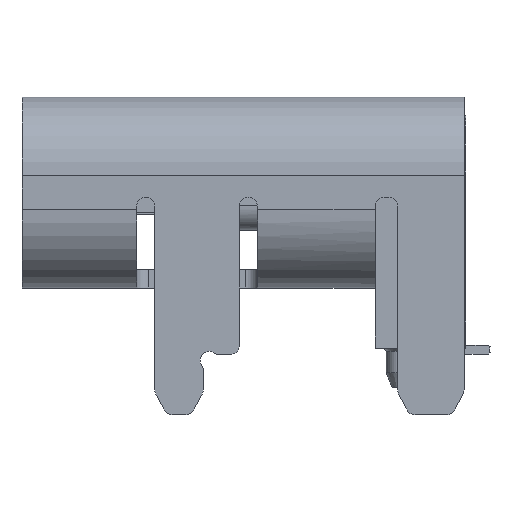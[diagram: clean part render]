
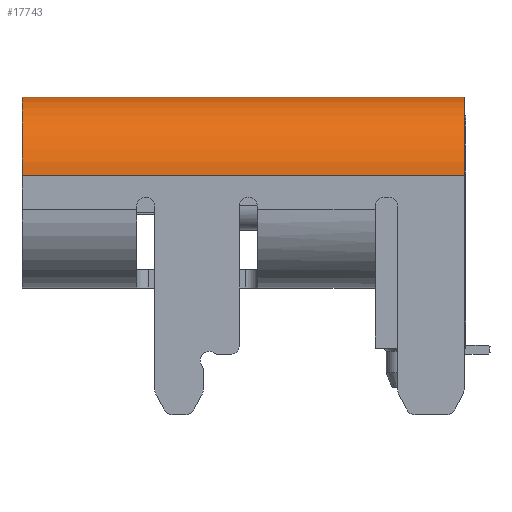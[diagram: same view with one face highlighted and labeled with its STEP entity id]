
A CAD part, left-side view. The second image highlights one B-rep face of the part: STEP entity #17743.
In plain terms, the highlighted cylindrical face has radius 1.3 mm (diameter 2.6 mm), a partial arc.
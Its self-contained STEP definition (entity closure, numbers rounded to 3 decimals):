
#242 = ORIENTED_EDGE ( 'NONE', *, *, #9787, .F. ) ;
#3195 = CARTESIAN_POINT ( 'NONE',  ( -4.47, -7.32, -1.3 ) ) ;
#3311 = AXIS2_PLACEMENT_3D ( 'NONE', #4560, #17320, #4281 ) ;
#3488 = LINE ( 'NONE', #3195, #14293 ) ;
#3628 = DIRECTION ( 'NONE',  ( 0., -1., 0. ) ) ;
#4281 = DIRECTION ( 'NONE',  ( -1., 0., 0. ) ) ;
#4560 = CARTESIAN_POINT ( 'NONE',  ( -3.17, -7.32, -1.3 ) ) ;
#6050 = CARTESIAN_POINT ( 'NONE',  ( -4.47, -7.32, -1.3 ) ) ;
#7001 = ORIENTED_EDGE ( 'NONE', *, *, #7345, .T. ) ;
#7345 = EDGE_CURVE ( 'NONE', #20028, #20152, #27863, .T. ) ;
#7823 = VERTEX_POINT ( 'NONE', #19519 ) ;
#8339 = CARTESIAN_POINT ( 'NONE',  ( -3.17, 0., -1.3 ) ) ;
#8766 = DIRECTION ( 'NONE',  ( 0., -1., 0. ) ) ;
#9195 = CARTESIAN_POINT ( 'NONE',  ( -3.17, 0., 0. ) ) ;
#9787 = EDGE_CURVE ( 'NONE', #7823, #25976, #26530, .T. ) ;
#10037 = LINE ( 'NONE', #18692, #23566 ) ;
#10268 = CYLINDRICAL_SURFACE ( 'NONE', #3311, 1.3 ) ;
#10408 = FACE_OUTER_BOUND ( 'NONE', #21175, .T. ) ;
#11012 = DIRECTION ( 'NONE',  ( -1., 0., 0. ) ) ;
#11989 = CARTESIAN_POINT ( 'NONE',  ( -4.47, 0., -1.3 ) ) ;
#12616 = CARTESIAN_POINT ( 'NONE',  ( -3.17, -7.32, -1.3 ) ) ;
#13314 = AXIS2_PLACEMENT_3D ( 'NONE', #12616, #17323, #23598 ) ;
#14293 = VECTOR ( 'NONE', #3628, 1000. ) ;
#14672 = DIRECTION ( 'NONE',  ( 0., 1., 0. ) ) ;
#14881 = ORIENTED_EDGE ( 'NONE', *, *, #15523, .T. ) ;
#15523 = EDGE_CURVE ( 'NONE', #20152, #25976, #3488, .T. ) ;
#15592 = AXIS2_PLACEMENT_3D ( 'NONE', #8339, #8766, #11012 ) ;
#17320 = DIRECTION ( 'NONE',  ( 0., 1., 0. ) ) ;
#17323 = DIRECTION ( 'NONE',  ( 0., -1., 0. ) ) ;
#17743 = ADVANCED_FACE ( 'NONE', ( #10408 ), #10268, .T. ) ;
#18692 = CARTESIAN_POINT ( 'NONE',  ( -3.17, -7.32, 0. ) ) ;
#19519 = CARTESIAN_POINT ( 'NONE',  ( -3.17, -7.32, 0. ) ) ;
#20028 = VERTEX_POINT ( 'NONE', #9195 ) ;
#20152 = VERTEX_POINT ( 'NONE', #11989 ) ;
#20166 = EDGE_CURVE ( 'NONE', #7823, #20028, #10037, .T. ) ;
#21175 = EDGE_LOOP ( 'NONE', ( #242, #24065, #7001, #14881 ) ) ;
#23566 = VECTOR ( 'NONE', #14672, 1000. ) ;
#23598 = DIRECTION ( 'NONE',  ( -1., 0., 0. ) ) ;
#24065 = ORIENTED_EDGE ( 'NONE', *, *, #20166, .T. ) ;
#25976 = VERTEX_POINT ( 'NONE', #6050 ) ;
#26530 = CIRCLE ( 'NONE', #13314, 1.3 ) ;
#27863 = CIRCLE ( 'NONE', #15592, 1.3 ) ;
